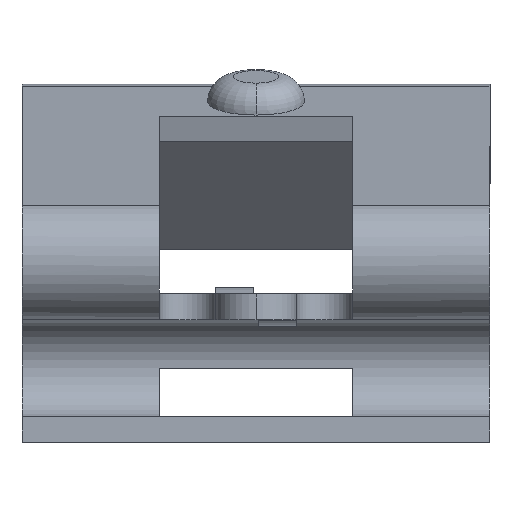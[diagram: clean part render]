
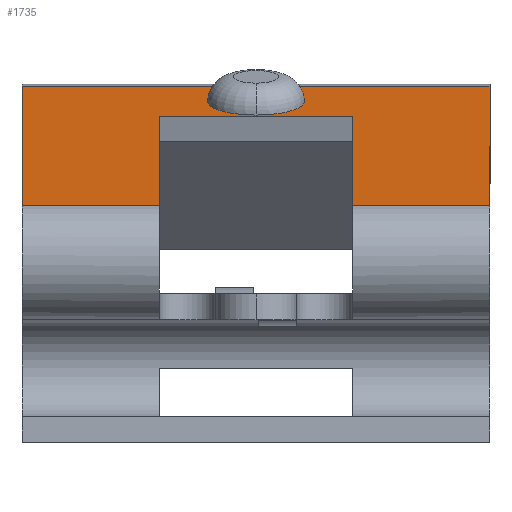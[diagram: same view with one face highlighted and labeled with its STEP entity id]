
A CAD part, front view. The second image highlights one B-rep face of the part: STEP entity #1735.
In plain terms, the highlighted planar face has unit normal (0, -0.276, 0.961).
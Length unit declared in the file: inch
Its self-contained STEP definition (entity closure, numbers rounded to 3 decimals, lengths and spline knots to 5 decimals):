
#10 = ORIENTED_EDGE ( 'NONE', *, *, #1199, .T. ) ;
#40 = LINE ( 'NONE', #1959, #1118 ) ;
#67 = CARTESIAN_POINT ( 'NONE',  ( 0.145, 0.31146, 0.13668 ) ) ;
#94 = CIRCLE ( 'NONE', #373, 0.03007 ) ;
#108 = EDGE_CURVE ( 'NONE', #212, #716, #40, .T. ) ;
#120 = CARTESIAN_POINT ( 'NONE',  ( -0.145, 0.05339, 0.06268 ) ) ;
#129 = FACE_OUTER_BOUND ( 'NONE', #1481, .T. ) ;
#141 = DIRECTION ( 'NONE',  ( 0., 0.276, -0.961 ) ) ;
#200 = VECTOR ( 'NONE', #1661, 39.37008 ) ;
#212 = VERTEX_POINT ( 'NONE', #1701 ) ;
#227 = ORIENTED_EDGE ( 'NONE', *, *, #1647, .T. ) ;
#245 = DIRECTION ( 'NONE',  ( 0., -0.276, 0.961 ) ) ;
#252 = ORIENTED_EDGE ( 'NONE', *, *, #108, .F. ) ;
#257 = DIRECTION ( 'NONE',  ( 0., -0.961, -0.276 ) ) ;
#292 = LINE ( 'NONE', #120, #372 ) ;
#301 = PLANE ( 'NONE',  #1594 ) ;
#327 = VERTEX_POINT ( 'NONE', #957 ) ;
#333 = CARTESIAN_POINT ( 'NONE',  ( 0., 0.30729, 0.13548 ) ) ;
#350 = CARTESIAN_POINT ( 'NONE',  ( -0.06004, 0.24531, 0.11771 ) ) ;
#365 = VERTEX_POINT ( 'NONE', #1075 ) ;
#372 = VECTOR ( 'NONE', #762, 39.37008 ) ;
#373 = AXIS2_PLACEMENT_3D ( 'NONE', #1704, #245, #889 ) ;
#427 = EDGE_CURVE ( 'NONE', #1126, #2018, #292, .T. ) ;
#466 = EDGE_CURVE ( 'NONE', #599, #1463, #815, .T. ) ;
#474 = ORIENTED_EDGE ( 'NONE', *, *, #1564, .F. ) ;
#493 = DIRECTION ( 'NONE',  ( 0., 0.961, 0.276 ) ) ;
#498 = DIRECTION ( 'NONE',  ( -1., 0., 0. ) ) ;
#542 = CARTESIAN_POINT ( 'NONE',  ( 0.06004, 0.05339, 0.06268 ) ) ;
#557 = CARTESIAN_POINT ( 'NONE',  ( -0.145, 0.05339, 0.06268 ) ) ;
#562 = CARTESIAN_POINT ( 'NONE',  ( 0.145, 0.05339, 0.06268 ) ) ;
#571 = EDGE_CURVE ( 'NONE', #327, #212, #648, .T. ) ;
#578 = VECTOR ( 'NONE', #493, 39.37008 ) ;
#596 = EDGE_CURVE ( 'NONE', #1126, #365, #1696, .T. ) ;
#599 = VERTEX_POINT ( 'NONE', #1054 ) ;
#648 = LINE ( 'NONE', #1291, #578 ) ;
#716 = VERTEX_POINT ( 'NONE', #67 ) ;
#719 = ORIENTED_EDGE ( 'NONE', *, *, #571, .F. ) ;
#750 = ORIENTED_EDGE ( 'NONE', *, *, #1148, .F. ) ;
#762 = DIRECTION ( 'NONE',  ( 1., 0., 0. ) ) ;
#815 = LINE ( 'NONE', #845, #1287 ) ;
#845 = CARTESIAN_POINT ( 'NONE',  ( -0.06004, 0.05339, 0.06268 ) ) ;
#884 = DIRECTION ( 'NONE',  ( 0., -0.276, 0.961 ) ) ;
#889 = DIRECTION ( 'NONE',  ( 0., 0.961, 0.276 ) ) ;
#921 = EDGE_LOOP ( 'NONE', ( #474, #1712 ) ) ;
#957 = CARTESIAN_POINT ( 'NONE',  ( -0.145, 0.05339, 0.06268 ) ) ;
#973 = DIRECTION ( 'NONE',  ( 1., 0., 0. ) ) ;
#998 = ORIENTED_EDGE ( 'NONE', *, *, #466, .T. ) ;
#1000 = LINE ( 'NONE', #1499, #200 ) ;
#1054 = CARTESIAN_POINT ( 'NONE',  ( -0.06004, 0.05339, 0.06268 ) ) ;
#1065 = ORIENTED_EDGE ( 'NONE', *, *, #596, .F. ) ;
#1075 = CARTESIAN_POINT ( 'NONE',  ( 0.06004, 0.24531, 0.11771 ) ) ;
#1111 = VECTOR ( 'NONE', #1226, 39.37008 ) ;
#1114 = LINE ( 'NONE', #1951, #1317 ) ;
#1118 = VECTOR ( 'NONE', #973, 39.37008 ) ;
#1120 = ORIENTED_EDGE ( 'NONE', *, *, #427, .T. ) ;
#1126 = VERTEX_POINT ( 'NONE', #1913 ) ;
#1148 = EDGE_CURVE ( 'NONE', #365, #1463, #1114, .T. ) ;
#1178 = VECTOR ( 'NONE', #1363, 39.37008 ) ;
#1199 = EDGE_CURVE ( 'NONE', #2018, #716, #1000, .T. ) ;
#1226 = DIRECTION ( 'NONE',  ( 1., 0., 0. ) ) ;
#1287 = VECTOR ( 'NONE', #1666, 39.37008 ) ;
#1291 = CARTESIAN_POINT ( 'NONE',  ( -0.145, 0.05339, 0.06268 ) ) ;
#1317 = VECTOR ( 'NONE', #498, 39.37008 ) ;
#1363 = DIRECTION ( 'NONE',  ( 0., 0.961, 0.276 ) ) ;
#1384 = CIRCLE ( 'NONE', #1414, 0.03007 ) ;
#1414 = AXIS2_PLACEMENT_3D ( 'NONE', #1517, #884, #1850 ) ;
#1463 = VERTEX_POINT ( 'NONE', #350 ) ;
#1481 = EDGE_LOOP ( 'NONE', ( #1065, #1120, #10, #252, #719, #227, #998, #750 ) ) ;
#1499 = CARTESIAN_POINT ( 'NONE',  ( 0.145, 0.05339, 0.06268 ) ) ;
#1505 = LINE ( 'NONE', #557, #1111 ) ;
#1517 = CARTESIAN_POINT ( 'NONE',  ( 0., 0.27839, 0.12719 ) ) ;
#1545 = CARTESIAN_POINT ( 'NONE',  ( 0., 0.24948, 0.1189 ) ) ;
#1564 = EDGE_CURVE ( 'NONE', #1871, #1657, #1384, .T. ) ;
#1594 = AXIS2_PLACEMENT_3D ( 'NONE', #1603, #141, #257 ) ;
#1603 = CARTESIAN_POINT ( 'NONE',  ( -0.145, 0.05339, 0.06268 ) ) ;
#1647 = EDGE_CURVE ( 'NONE', #327, #599, #1505, .T. ) ;
#1657 = VERTEX_POINT ( 'NONE', #1545 ) ;
#1661 = DIRECTION ( 'NONE',  ( 0., 0.961, 0.276 ) ) ;
#1666 = DIRECTION ( 'NONE',  ( 0., 0.961, 0.276 ) ) ;
#1696 = LINE ( 'NONE', #542, #1178 ) ;
#1701 = CARTESIAN_POINT ( 'NONE',  ( -0.145, 0.31146, 0.13668 ) ) ;
#1704 = CARTESIAN_POINT ( 'NONE',  ( 0., 0.27839, 0.12719 ) ) ;
#1712 = ORIENTED_EDGE ( 'NONE', *, *, #2046, .F. ) ;
#1735 = ADVANCED_FACE ( 'NONE', ( #1919, #129 ), #301, .F. ) ;
#1850 = DIRECTION ( 'NONE',  ( 0., 0.961, 0.276 ) ) ;
#1871 = VERTEX_POINT ( 'NONE', #333 ) ;
#1913 = CARTESIAN_POINT ( 'NONE',  ( 0.06004, 0.05339, 0.06268 ) ) ;
#1919 = FACE_BOUND ( 'NONE', #921, .T. ) ;
#1951 = CARTESIAN_POINT ( 'NONE',  ( 0.06004, 0.24531, 0.11771 ) ) ;
#1959 = CARTESIAN_POINT ( 'NONE',  ( -0.145, 0.31146, 0.13668 ) ) ;
#2018 = VERTEX_POINT ( 'NONE', #562 ) ;
#2046 = EDGE_CURVE ( 'NONE', #1657, #1871, #94, .T. ) ;
